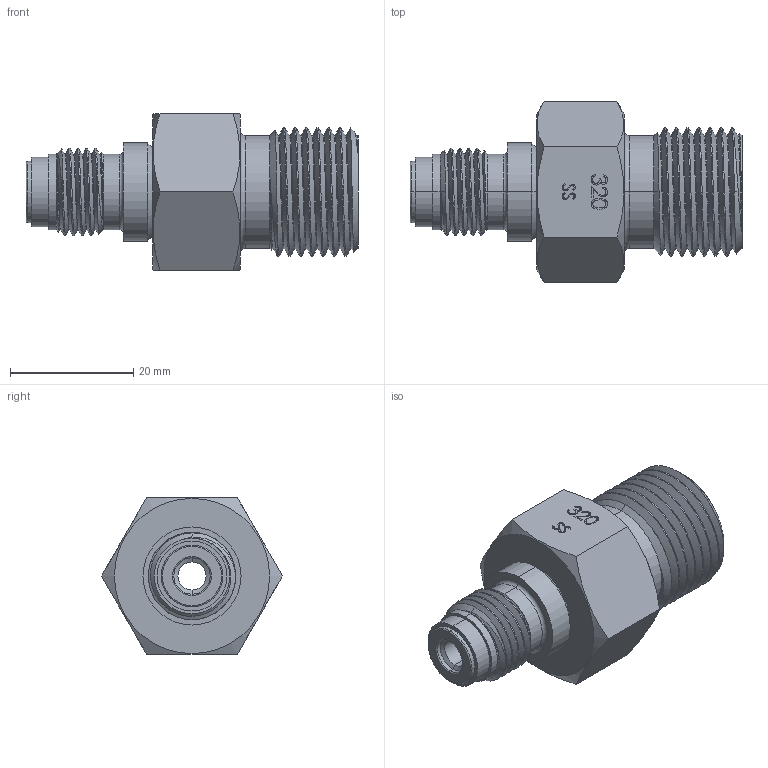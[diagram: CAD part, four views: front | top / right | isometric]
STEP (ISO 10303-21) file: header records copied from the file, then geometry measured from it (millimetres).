
FILE_DESCRIPTION (( 'STEP AP203' ), '1' );
FILE_NAME ('AD-320MSS-4MFS.STEP', '2025-09-02T12:54:44', ( '' ), ( '' ), 'SwSTEP 2.0', 'SolidWorks 2018', '' );
FILE_SCHEMA (( 'CONFIG_CONTROL_DESIGN' ));
Length unit declared in the file: inch
Products named in the file (3): PRT-001202; AD-320MSS-4MFS; PRT-000875
Assembly tree (2 placements, depth 2):
  AD-320MSS-4MFS
    PRT-001202
    PRT-000875
Bounding box: 53.78 x 29.33 x 25.4 mm (x, y, z)
Volume: 14532.8 mm3; surface area: 7503.7 mm2
Topology: 2 solids, 2 shells, 144 faces, 430 edges, 301 vertices
Faces by surface type: cylinder 63, cone 44, plane 21, torus 8, bspline 8
Entity records: 12291 total; most frequent: CARTESIAN_POINT 8525, ORIENTED_EDGE 860, DIRECTION 574, EDGE_CURVE 430, VERTEX_POINT 301, AXIS2_PLACEMENT_3D 226, EDGE_LOOP 159, FACE_OUTER_BOUND 144
